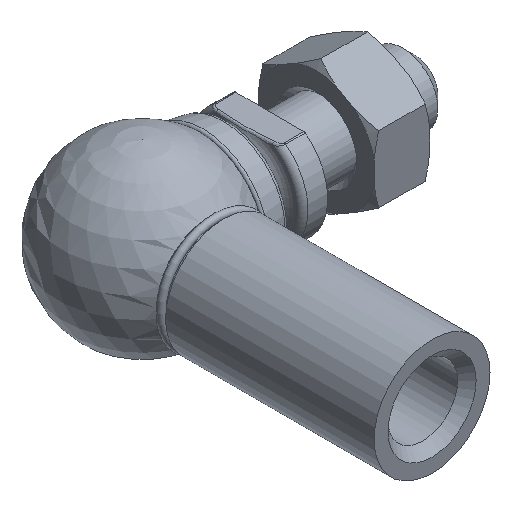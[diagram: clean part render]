
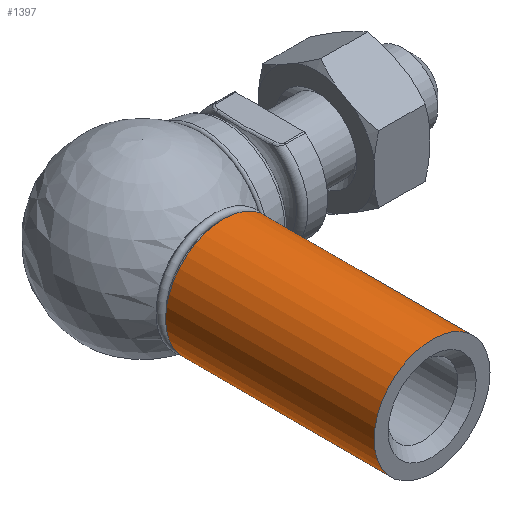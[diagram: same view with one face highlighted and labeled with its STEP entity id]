
A CAD part, isometric view. The second image highlights one B-rep face of the part: STEP entity #1397.
In plain terms, the highlighted cylindrical face has radius 5 mm (diameter 10 mm), a full revolution.
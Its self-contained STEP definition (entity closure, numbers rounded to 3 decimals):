
#86 = FACE_OUTER_BOUND ( 'NONE', #1637, .T. ) ;
#95 = EDGE_CURVE ( 'NONE', #1082, #1082, #1512, .T. ) ;
#535 = CYLINDRICAL_SURFACE ( 'NONE', #1050, 5. ) ;
#690 = DIRECTION ( 'NONE',  ( 1., 0., 0. ) ) ;
#740 = DIRECTION ( 'NONE',  ( 0., -1., 0. ) ) ;
#916 = CIRCLE ( 'NONE', #2844, 5. ) ;
#1005 = DIRECTION ( 'NONE',  ( 1., 0., 0. ) ) ;
#1050 = AXIS2_PLACEMENT_3D ( 'NONE', #1464, #1458, #690 ) ;
#1082 = VERTEX_POINT ( 'NONE', #2698 ) ;
#1215 = ORIENTED_EDGE ( 'NONE', *, *, #95, .T. ) ;
#1395 = VERTEX_POINT ( 'NONE', #2529 ) ;
#1397 = ADVANCED_FACE ( 'NONE', ( #2829, #86 ), #535, .T. ) ;
#1458 = DIRECTION ( 'NONE',  ( 0., -1., 0. ) ) ;
#1464 = CARTESIAN_POINT ( 'NONE',  ( 0., -25., 0. ) ) ;
#1479 = CARTESIAN_POINT ( 'NONE',  ( 0., -25., 0. ) ) ;
#1512 = CIRCLE ( 'NONE', #2469, 5. ) ;
#1637 = EDGE_LOOP ( 'NONE', ( #2616 ) ) ;
#1814 = DIRECTION ( 'NONE',  ( 1., 0., 0. ) ) ;
#2469 = AXIS2_PLACEMENT_3D ( 'NONE', #2718, #2477, #1814 ) ;
#2477 = DIRECTION ( 'NONE',  ( 0., -1., 0. ) ) ;
#2529 = CARTESIAN_POINT ( 'NONE',  ( 5., -25., 0. ) ) ;
#2616 = ORIENTED_EDGE ( 'NONE', *, *, #2808, .F. ) ;
#2698 = CARTESIAN_POINT ( 'NONE',  ( 5., -7., 0. ) ) ;
#2718 = CARTESIAN_POINT ( 'NONE',  ( 0., -7., 0. ) ) ;
#2808 = EDGE_CURVE ( 'NONE', #1395, #1395, #916, .T. ) ;
#2829 = FACE_OUTER_BOUND ( 'NONE', #2938, .T. ) ;
#2844 = AXIS2_PLACEMENT_3D ( 'NONE', #1479, #740, #1005 ) ;
#2938 = EDGE_LOOP ( 'NONE', ( #1215 ) ) ;
